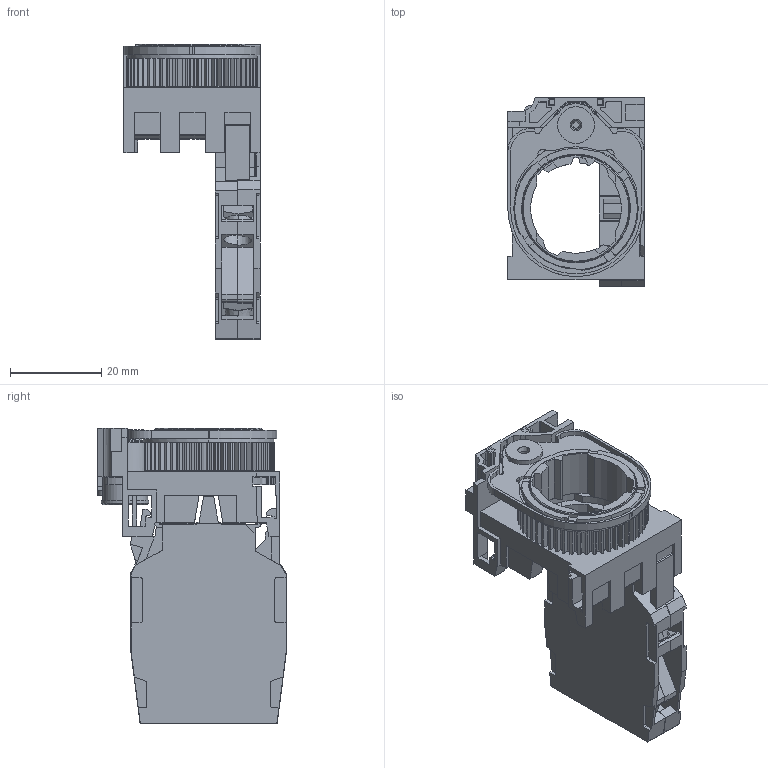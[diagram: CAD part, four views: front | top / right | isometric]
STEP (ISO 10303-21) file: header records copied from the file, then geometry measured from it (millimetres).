
FILE_DESCRIPTION(('STEP AP214'),'1');
FILE_NAME('cctmp_1AF83921-4553-43BD-8028-B3482E7118F5_2025_10_07_17_54_37_0370..stp','2025-10-07T15:54:39',('SIEMENS A&D'),('CADClick - www.CADClick.com'),'Spatial InterOp 3D postprocessed',' ','unknown authorization');
FILE_SCHEMA(('AUTOMOTIVE_DESIGN'));
Length unit declared in the file: millimetre
Products named in the file (3): cc_unnamed; 0_1; 0
Assembly tree (2 placements, depth 2):
  cc_unnamed
    0_1
    0
Bounding box: 29.8 x 41.28 x 64.55 mm (x, y, z)
Volume: 19788 mm3; surface area: 19428.5 mm2
Topology: 2 solids, 2 shells, 2291 faces, 6563 edges, 4304 vertices
Faces by surface type: plane 1715, cylinder 507, cone 53, torus 16
Entity records: 82072 total; most frequent: CARTESIAN_POINT 13873, ORIENTED_EDGE 13122, DIRECTION 12596, EDGE_CURVE 6561, LINE 4988, VECTOR 4988, VERTEX_POINT 4304, AXIS2_PLACEMENT_3D 3804
